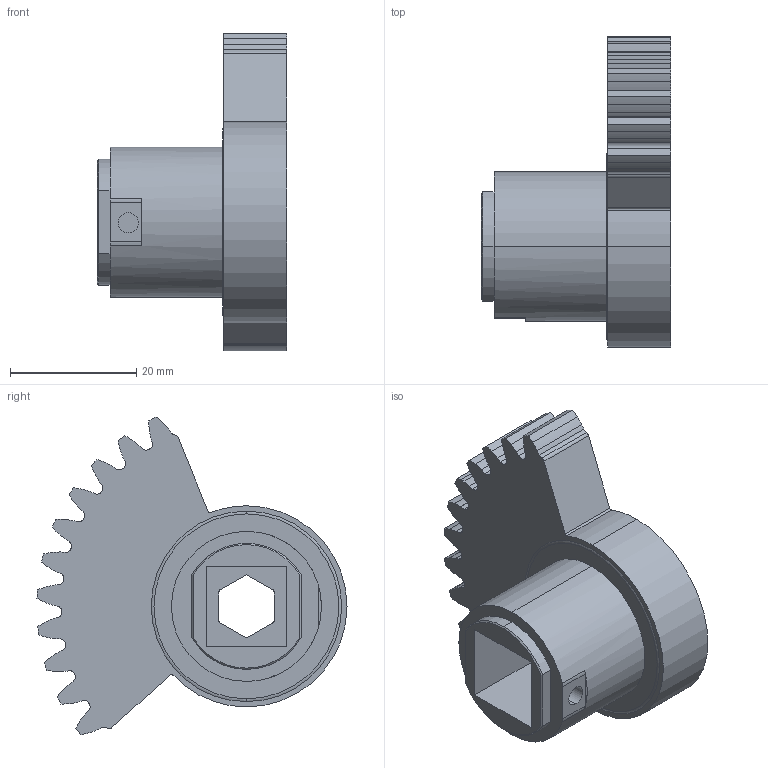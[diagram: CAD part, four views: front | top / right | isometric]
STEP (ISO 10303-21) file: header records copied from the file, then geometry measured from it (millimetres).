
FILE_DESCRIPTION (( 'STEP AP214' ), '1' );
FILE_NAME ('CFV5_Scale_Z2_drive.STEP', '2025-01-11T16:59:01', ( '' ), ( '' ), 'SwSTEP 2.0', 'SolidWorks 2025', '' );
FILE_SCHEMA (( 'AUTOMOTIVE_DESIGN' ));
Length unit declared in the file: millimetre
Products named in the file (1): CFV5_Scale_Z2_drive
Bounding box: 30 x 49.18 x 50.38 mm (x, y, z)
Volume: 19589.6 mm3; surface area: 7829.3 mm2
Topology: 1 solids, 1 shells, 200 faces, 578 edges, 384 vertices
Faces by surface type: cylinder 145, plane 50, cone 3, torus 2
Entity records: 6748 total; most frequent: CARTESIAN_POINT 1250, DIRECTION 1234, ORIENTED_EDGE 1156, EDGE_CURVE 578, AXIS2_PLACEMENT_3D 484, VERTEX_POINT 384, CIRCLE 283, LINE 266
